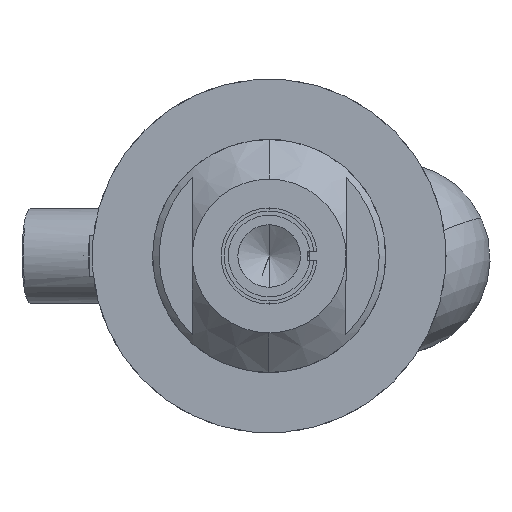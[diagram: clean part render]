
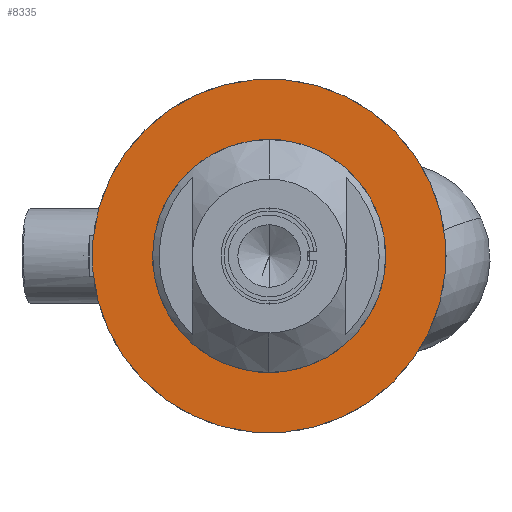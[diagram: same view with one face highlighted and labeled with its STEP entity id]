
A CAD part, left-side view. The second image highlights one B-rep face of the part: STEP entity #8335.
In plain terms, the highlighted planar face has unit normal (-1, 0, 0).
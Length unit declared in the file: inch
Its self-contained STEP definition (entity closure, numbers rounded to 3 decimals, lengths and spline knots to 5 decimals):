
#808 = ORIENTED_EDGE ( 'NONE', *, *, #2133, .T. ) ;
#1001 = DIRECTION ( 'NONE',  ( 0., -0.702, -0.712 ) ) ;
#2111 = DIRECTION ( 'NONE',  ( 0., -0.702, -0.712 ) ) ;
#2133 = EDGE_CURVE ( 'NONE', #7495, #3953, #4824, .T. ) ;
#2498 = CIRCLE ( 'NONE', #7815, 0.7575 ) ;
#2536 = AXIS2_PLACEMENT_3D ( 'NONE', #10148, #11410, #1001 ) ;
#3008 = DIRECTION ( 'NONE',  ( -1., 0., 0. ) ) ;
#3953 = VERTEX_POINT ( 'NONE', #5478 ) ;
#4553 = EDGE_CURVE ( 'NONE', #7049, #8193, #11513, .T. ) ;
#4824 = CIRCLE ( 'NONE', #14783, 1.15 ) ;
#5478 = CARTESIAN_POINT ( 'NONE',  ( -4.28, -0.80704, -0.81926 ) ) ;
#5518 = FACE_OUTER_BOUND ( 'NONE', #15028, .T. ) ;
#5683 = AXIS2_PLACEMENT_3D ( 'NONE', #6792, #15018, #9157 ) ;
#6277 = ORIENTED_EDGE ( 'NONE', *, *, #4553, .F. ) ;
#6505 = FACE_BOUND ( 'NONE', #11545, .T. ) ;
#6792 = CARTESIAN_POINT ( 'NONE',  ( -4.28, 0., 0. ) ) ;
#6892 = ORIENTED_EDGE ( 'NONE', *, *, #12263, .T. ) ;
#7047 = DIRECTION ( 'NONE',  ( -1., 0., 0. ) ) ;
#7049 = VERTEX_POINT ( 'NONE', #13063 ) ;
#7495 = VERTEX_POINT ( 'NONE', #10132 ) ;
#7815 = AXIS2_PLACEMENT_3D ( 'NONE', #9422, #7047, #9364 ) ;
#7822 = DIRECTION ( 'NONE',  ( 0., -0.702, -0.712 ) ) ;
#8193 = VERTEX_POINT ( 'NONE', #13995 ) ;
#8335 = ADVANCED_FACE ( 'NONE', ( #5518, #6505 ), #12503, .T. ) ;
#8775 = CARTESIAN_POINT ( 'NONE',  ( -4.28, 0., 0. ) ) ;
#9157 = DIRECTION ( 'NONE',  ( 0., -0.702, -0.712 ) ) ;
#9364 = DIRECTION ( 'NONE',  ( 0., -0.702, -0.712 ) ) ;
#9422 = CARTESIAN_POINT ( 'NONE',  ( -4.28, 0., 0. ) ) ;
#9651 = EDGE_CURVE ( 'NONE', #8193, #7049, #2498, .T. ) ;
#9821 = ORIENTED_EDGE ( 'NONE', *, *, #9651, .F. ) ;
#10132 = CARTESIAN_POINT ( 'NONE',  ( -4.28, 0.80704, 0.81926 ) ) ;
#10148 = CARTESIAN_POINT ( 'NONE',  ( -4.28, 0., 0. ) ) ;
#11410 = DIRECTION ( 'NONE',  ( -1., 0., 0. ) ) ;
#11513 = CIRCLE ( 'NONE', #5683, 0.7575 ) ;
#11545 = EDGE_LOOP ( 'NONE', ( #6277, #9821 ) ) ;
#11644 = AXIS2_PLACEMENT_3D ( 'NONE', #13582, #3008, #2111 ) ;
#11746 = CIRCLE ( 'NONE', #2536, 1.15 ) ;
#12263 = EDGE_CURVE ( 'NONE', #3953, #7495, #11746, .T. ) ;
#12494 = DIRECTION ( 'NONE',  ( -1., 0., 0. ) ) ;
#12503 = PLANE ( 'NONE',  #11644 ) ;
#13063 = CARTESIAN_POINT ( 'NONE',  ( -4.28, 0.53159, 0.53965 ) ) ;
#13582 = CARTESIAN_POINT ( 'NONE',  ( -4.28, 0., 0. ) ) ;
#13995 = CARTESIAN_POINT ( 'NONE',  ( -4.28, -0.53159, -0.53965 ) ) ;
#14783 = AXIS2_PLACEMENT_3D ( 'NONE', #8775, #12494, #7822 ) ;
#15018 = DIRECTION ( 'NONE',  ( -1., 0., 0. ) ) ;
#15028 = EDGE_LOOP ( 'NONE', ( #808, #6892 ) ) ;
